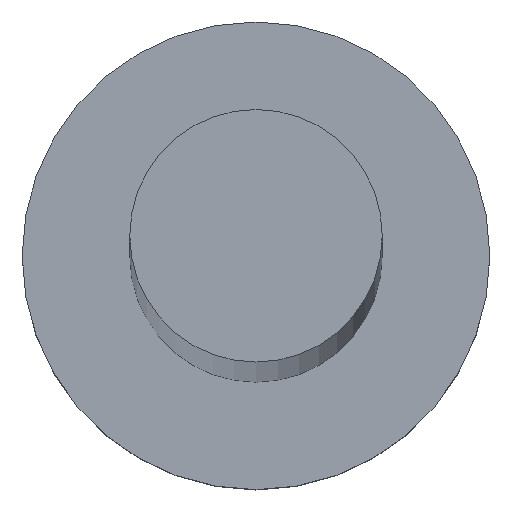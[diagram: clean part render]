
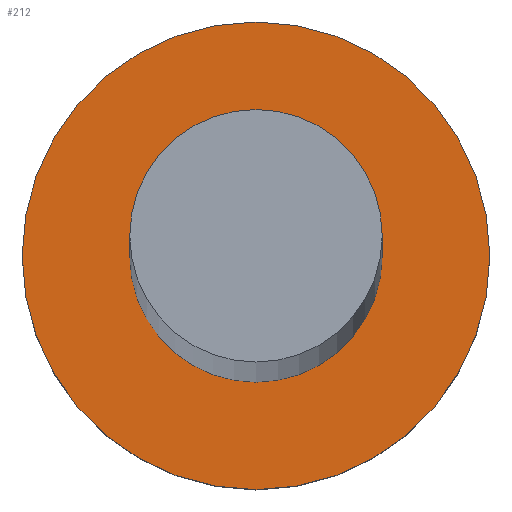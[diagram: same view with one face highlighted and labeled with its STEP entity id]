
A CAD part, top view. The second image highlights one B-rep face of the part: STEP entity #212.
In plain terms, the highlighted planar face has unit normal (0, 0, 1).
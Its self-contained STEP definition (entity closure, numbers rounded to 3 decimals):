
#1 = VERTEX_POINT ( 'NONE', #43 ) ;
#8 = DIRECTION ( 'NONE',  ( 1., 0., 0. ) ) ;
#9 = ORIENTED_EDGE ( 'NONE', *, *, #100, .F. ) ;
#17 = FACE_OUTER_BOUND ( 'NONE', #89, .T. ) ;
#18 = CARTESIAN_POINT ( 'NONE',  ( 0., 0., 2. ) ) ;
#26 = DIRECTION ( 'NONE',  ( 1., 0., 0. ) ) ;
#34 = FACE_BOUND ( 'NONE', #213, .T. ) ;
#43 = CARTESIAN_POINT ( 'NONE',  ( -2.5, 0., 2. ) ) ;
#53 = CIRCLE ( 'NONE', #132, 1.35 ) ;
#54 = CARTESIAN_POINT ( 'NONE',  ( -1.35, 0., 2. ) ) ;
#64 = EDGE_CURVE ( 'NONE', #199, #67, #227, .T. ) ;
#67 = VERTEX_POINT ( 'NONE', #139 ) ;
#69 = ORIENTED_EDGE ( 'NONE', *, *, #179, .T. ) ;
#81 = AXIS2_PLACEMENT_3D ( 'NONE', #156, #184, #26 ) ;
#84 = EDGE_CURVE ( 'NONE', #1, #239, #185, .T. ) ;
#88 = CARTESIAN_POINT ( 'NONE',  ( 2.5, 0., 2. ) ) ;
#89 = EDGE_LOOP ( 'NONE', ( #200, #69 ) ) ;
#100 = EDGE_CURVE ( 'NONE', #67, #199, #53, .T. ) ;
#110 = PLANE ( 'NONE',  #228 ) ;
#118 = ORIENTED_EDGE ( 'NONE', *, *, #64, .F. ) ;
#127 = DIRECTION ( 'NONE',  ( 0., 0., 1. ) ) ;
#132 = AXIS2_PLACEMENT_3D ( 'NONE', #18, #151, #209 ) ;
#139 = CARTESIAN_POINT ( 'NONE',  ( 1.35, 0., 2. ) ) ;
#149 = CARTESIAN_POINT ( 'NONE',  ( 0., 0., 2. ) ) ;
#150 = DIRECTION ( 'NONE',  ( 0., 0., 1. ) ) ;
#151 = DIRECTION ( 'NONE',  ( 0., 0., 1. ) ) ;
#156 = CARTESIAN_POINT ( 'NONE',  ( 0., 0., 2. ) ) ;
#160 = CARTESIAN_POINT ( 'NONE',  ( 0., 0., 2. ) ) ;
#162 = CIRCLE ( 'NONE', #217, 2.5 ) ;
#172 = DIRECTION ( 'NONE',  ( 0., 0., 1. ) ) ;
#179 = EDGE_CURVE ( 'NONE', #239, #1, #162, .T. ) ;
#184 = DIRECTION ( 'NONE',  ( 0., 0., 1. ) ) ;
#185 = CIRCLE ( 'NONE', #245, 2.5 ) ;
#199 = VERTEX_POINT ( 'NONE', #54 ) ;
#200 = ORIENTED_EDGE ( 'NONE', *, *, #84, .T. ) ;
#209 = DIRECTION ( 'NONE',  ( 1., 0., 0. ) ) ;
#212 = ADVANCED_FACE ( 'NONE', ( #34, #17 ), #110, .T. ) ;
#213 = EDGE_LOOP ( 'NONE', ( #118, #9 ) ) ;
#217 = AXIS2_PLACEMENT_3D ( 'NONE', #149, #172, #229 ) ;
#227 = CIRCLE ( 'NONE', #81, 1.35 ) ;
#228 = AXIS2_PLACEMENT_3D ( 'NONE', #160, #127, #8 ) ;
#229 = DIRECTION ( 'NONE',  ( 1., 0., 0. ) ) ;
#233 = DIRECTION ( 'NONE',  ( 1., 0., 0. ) ) ;
#239 = VERTEX_POINT ( 'NONE', #88 ) ;
#245 = AXIS2_PLACEMENT_3D ( 'NONE', #253, #150, #233 ) ;
#253 = CARTESIAN_POINT ( 'NONE',  ( 0., 0., 2. ) ) ;
